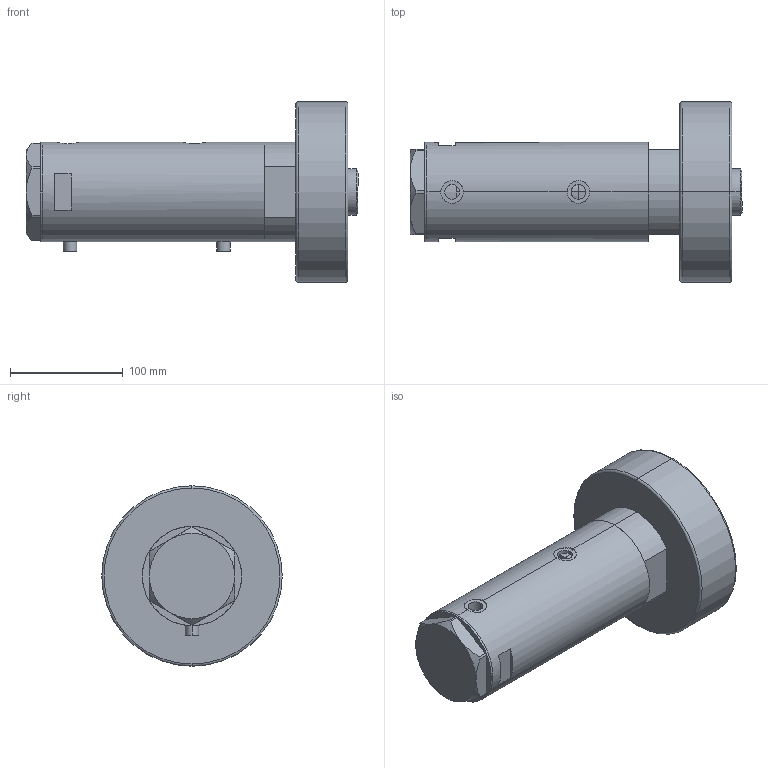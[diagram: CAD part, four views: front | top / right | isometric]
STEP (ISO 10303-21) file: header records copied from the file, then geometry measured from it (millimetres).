
FILE_DESCRIPTION (( 'STEP AP203' ), '1' );
FILE_NAME ('2cd5.STEP', '2024-02-11T09:59:10', ( '' ), ( '' ), 'SwSTEP 2.0', 'SolidWorks 2019', '' );
FILE_SCHEMA (( 'CONFIG_CONTROL_DESIGN' ));
Length unit declared in the file: millimetre
Products named in the file (6): V270CG_VC c2d0116d4f4d46b22c490e5d23656b4c; V270CG_BACK c2d0116d4f4d46b22c490e5d23656b4c; 2cd5; V270CG_271C c2d0116d4f4d46b22c490e5d23656b4c; V270CG_MIDDLE c2d0116d4f4d46b22c490e5d23656b4c; V270CG_FRONT c2d0116d4f4d46b22c490e5d23656b4c
Assembly tree (5 placements, depth 2):
  2cd5
    V270CG_MIDDLE c2d0116d4f4d46b22c490e5d23656b4c
    V270CG_BACK c2d0116d4f4d46b22c490e5d23656b4c
    V270CG_FRONT c2d0116d4f4d46b22c490e5d23656b4c
    V270CG_VC c2d0116d4f4d46b22c490e5d23656b4c
    V270CG_271C c2d0116d4f4d46b22c490e5d23656b4c
Bounding box: 294.3 x 160 x 160 mm (x, y, z)
Volume: 2276378.4 mm3; surface area: 286784.4 mm2
Topology: 5 solids, 5 shells, 131 faces, 297 edges, 181 vertices
Faces by surface type: plane 54, cylinder 53, cone 16, torus 8
Entity records: 4909 total; most frequent: CARTESIAN_POINT 1289, DIRECTION 677, ORIENTED_EDGE 590, EDGE_CURVE 295, AXIS2_PLACEMENT_3D 277, VERTEX_POINT 181, EDGE_LOOP 148, CIRCLE 138
